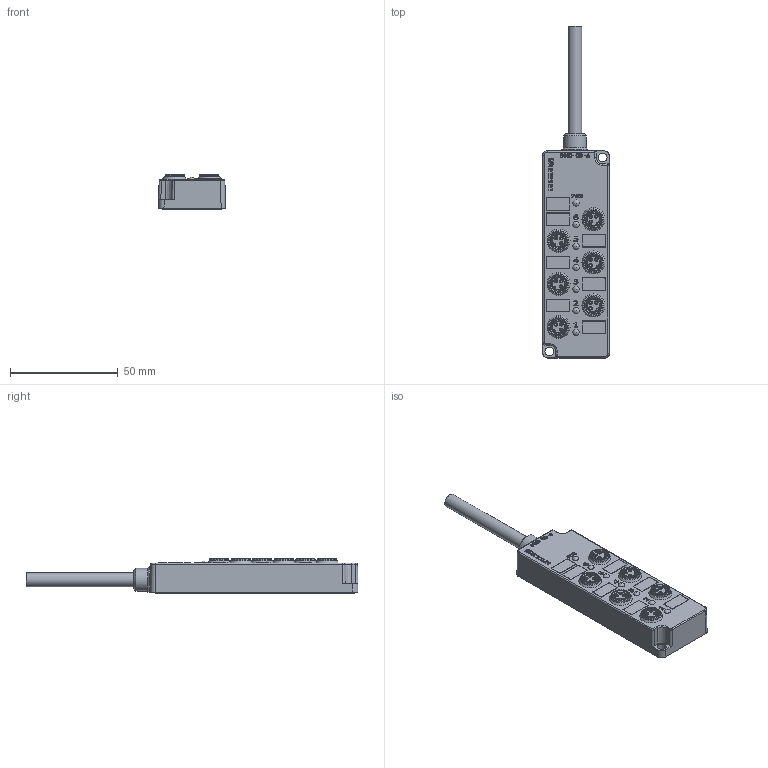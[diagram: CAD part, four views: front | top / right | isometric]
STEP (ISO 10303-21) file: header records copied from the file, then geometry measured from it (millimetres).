
FILE_DESCRIPTION(/* description */ (''),/* implementation_level */ '2;1');
FILE_NAME(/* name */ 'S010-M8-6 3D.stp',/* time_stamp */ '2024-08-15T16:18:37+08:00',/* author */ (''),/* organization */ (''),/* preprocessor_version */ 'ST-DEVELOPER v14',/* originating_system */ 'SIEMENS PLM Software NX 8.0',/* authorisation */ '');
FILE_SCHEMA (('AUTOMOTIVE_DESIGN { 1 0 10303 214 3 1 1 1 }'));
Products named in the file (1): S010-M8-6 3D_stp
Bounding box: 31 x 154 x 16 mm (x, y, z)
Volume: 149.4 mm3; surface area: 16784.9 mm2
Topology: 30 solids, 32 shells, 1287 faces, 3656 edges, 2415 vertices
Faces by surface type: plane 603, extrusion 297, cylinder 199, cone 131, torus 20, bspline 19, sphere 18
Full cylindrical faces by diameter (mm): 1.1 x18, 1.2 x18, 1.4 x36, 1.5 x33, 4.1 x2, 6 x6, 6.4 x1, 6.9 x12, 7 x6, 7.5 x6, 10.5 x1
Entity records: 58521 total; most frequent: CARTESIAN_POINT 22793, ORIENTED_EDGE 6474, DIRECTION 5282, EDGE_CURVE 3237, VERTEX_POINT 2264, VECTOR 2078, LINE 1781, EDGE_LOOP 1695
